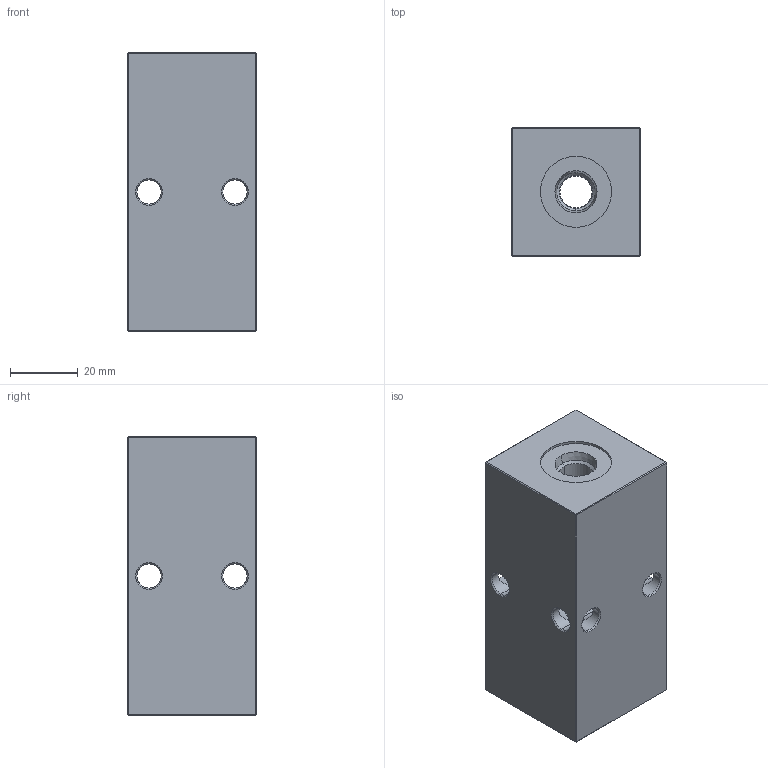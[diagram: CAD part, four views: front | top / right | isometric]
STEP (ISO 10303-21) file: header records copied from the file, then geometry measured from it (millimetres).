
FILE_DESCRIPTION (( 'STEP AP203' ), '1' );
FILE_NAME ('HM-2-0-S-4-2.STEP', '2020-09-28T19:38:42', ( '' ), ( '' ), 'SwSTEP 2.0', 'SolidWorks 2019', '' );
FILE_SCHEMA (( 'CONFIG_CONTROL_DESIGN' ));
Length unit declared in the file: inch
Products named in the file (1): HM-2-0-S-4-2
Bounding box: 38.1 x 38.1 x 82.55 mm (x, y, z)
Volume: 106515.3 mm3; surface area: 20618 mm2
Topology: 1 solids, 1 shells, 504 faces, 1304 edges, 838 vertices
Faces by surface type: plane 238, bspline 180, cylinder 46, cone 40
Entity records: 23921 total; most frequent: CARTESIAN_POINT 12811, ORIENTED_EDGE 2608, DIRECTION 1644, EDGE_CURVE 1304, VERTEX_POINT 838, LINE 814, VECTOR 814, EDGE_LOOP 562
